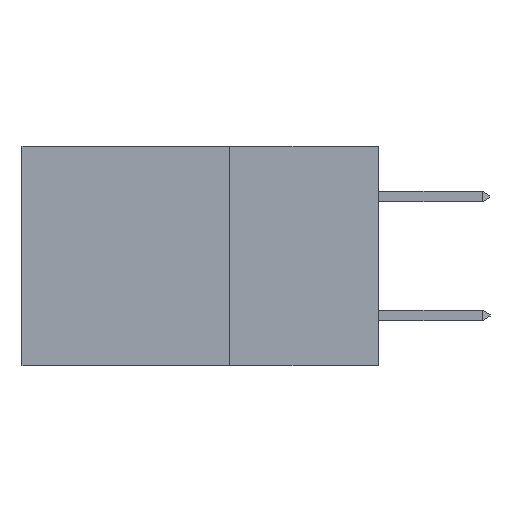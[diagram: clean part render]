
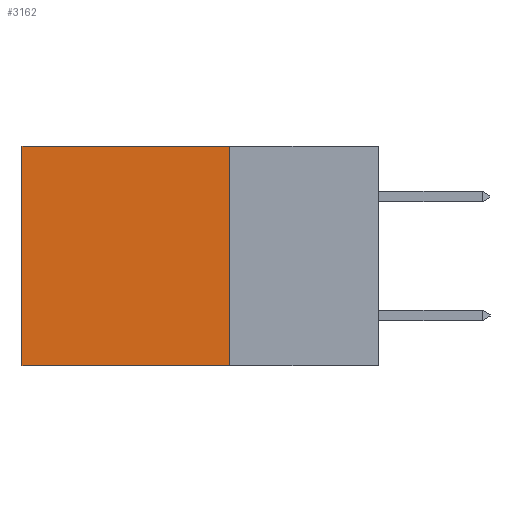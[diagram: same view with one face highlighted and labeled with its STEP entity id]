
A CAD part, left-side view. The second image highlights one B-rep face of the part: STEP entity #3162.
In plain terms, the highlighted planar face has unit normal (-1, 0, 0).
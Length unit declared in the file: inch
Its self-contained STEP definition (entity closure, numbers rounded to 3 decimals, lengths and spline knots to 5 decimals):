
#50 = CARTESIAN_POINT ( 'NONE',  ( 0.2615, 0.25, -0.37 ) ) ;
#432 = CARTESIAN_POINT ( 'NONE',  ( 0.2615, 0.25, -0.37 ) ) ;
#1250 = CARTESIAN_POINT ( 'NONE',  ( 0.2615, 0.6, -0.37 ) ) ;
#1487 = VECTOR ( 'NONE', #15275, 39.37008 ) ;
#1815 = DIRECTION ( 'NONE',  ( 0., 0., -1. ) ) ;
#2393 = VERTEX_POINT ( 'NONE', #9500 ) ;
#2649 = AXIS2_PLACEMENT_3D ( 'NONE', #432, #14171, #3925 ) ;
#3162 = ADVANCED_FACE ( 'NONE', ( #11750 ), #10720, .F. ) ;
#3925 = DIRECTION ( 'NONE',  ( 0., 0., -1. ) ) ;
#4829 = ORIENTED_EDGE ( 'NONE', *, *, #8793, .F. ) ;
#5013 = CARTESIAN_POINT ( 'NONE',  ( 0.2615, 0.25, -0.37 ) ) ;
#5230 = VECTOR ( 'NONE', #1815, 39.37008 ) ;
#5889 = CARTESIAN_POINT ( 'NONE',  ( 0.2615, 0.6, -0.37 ) ) ;
#6555 = VECTOR ( 'NONE', #21327, 39.37008 ) ;
#6593 = ORIENTED_EDGE ( 'NONE', *, *, #9205, .T. ) ;
#8240 = CARTESIAN_POINT ( 'NONE',  ( 0.2615, 0.25, 0. ) ) ;
#8793 = EDGE_CURVE ( 'NONE', #2393, #17915, #19746, .T. ) ;
#8972 = VERTEX_POINT ( 'NONE', #13907 ) ;
#9205 = EDGE_CURVE ( 'NONE', #19184, #17915, #17283, .T. ) ;
#9453 = LINE ( 'NONE', #8240, #13433 ) ;
#9500 = CARTESIAN_POINT ( 'NONE',  ( 0.2615, 0.25, -0.37 ) ) ;
#9860 = ORIENTED_EDGE ( 'NONE', *, *, #20666, .T. ) ;
#10720 = PLANE ( 'NONE',  #2649 ) ;
#11477 = EDGE_CURVE ( 'NONE', #8972, #2393, #18928, .T. ) ;
#11750 = FACE_OUTER_BOUND ( 'NONE', #15802, .T. ) ;
#12106 = ORIENTED_EDGE ( 'NONE', *, *, #11477, .F. ) ;
#12899 = CARTESIAN_POINT ( 'NONE',  ( 0.2615, 0.6, 0. ) ) ;
#13433 = VECTOR ( 'NONE', #18576, 39.37008 ) ;
#13907 = CARTESIAN_POINT ( 'NONE',  ( 0.2615, 0.25, 0. ) ) ;
#14171 = DIRECTION ( 'NONE',  ( 1., 0., 0. ) ) ;
#15275 = DIRECTION ( 'NONE',  ( 0., 1., 0. ) ) ;
#15802 = EDGE_LOOP ( 'NONE', ( #6593, #4829, #12106, #9860 ) ) ;
#17283 = LINE ( 'NONE', #5889, #6555 ) ;
#17915 = VERTEX_POINT ( 'NONE', #1250 ) ;
#18576 = DIRECTION ( 'NONE',  ( 0., 1., 0. ) ) ;
#18928 = LINE ( 'NONE', #50, #5230 ) ;
#19184 = VERTEX_POINT ( 'NONE', #12899 ) ;
#19746 = LINE ( 'NONE', #5013, #1487 ) ;
#20666 = EDGE_CURVE ( 'NONE', #8972, #19184, #9453, .T. ) ;
#21327 = DIRECTION ( 'NONE',  ( 0., 0., -1. ) ) ;
